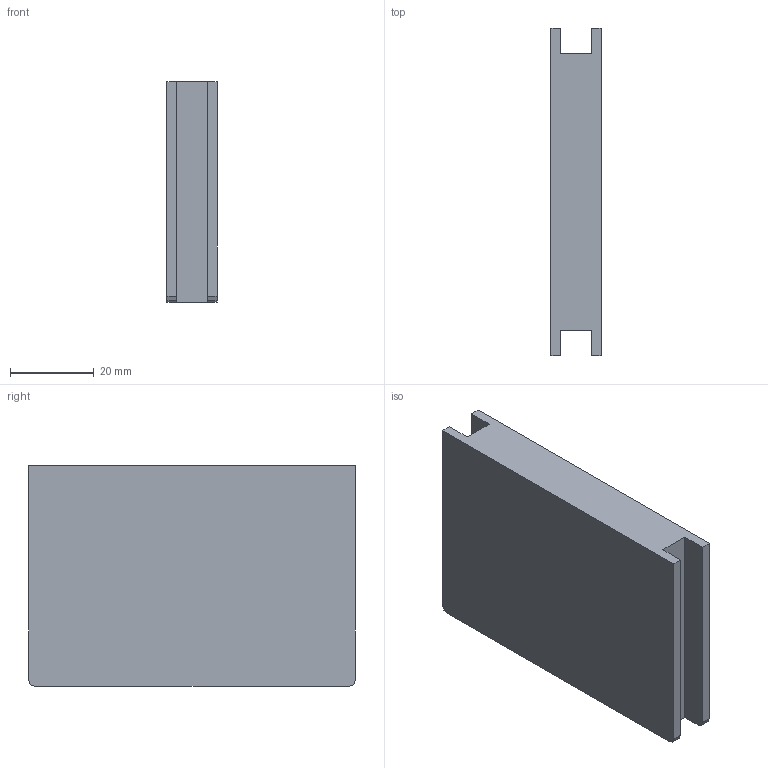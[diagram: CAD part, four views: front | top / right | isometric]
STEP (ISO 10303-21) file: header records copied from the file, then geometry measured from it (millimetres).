
FILE_DESCRIPTION((''),'2;1');
FILE_NAME('3d_GAX42063C.stp','2012-10-03T11:01:25',(''),(''),'Mechanical Desktop 2011','Mechanical Desktop 2011',', , ');
FILE_SCHEMA(('CONFIG_CONTROL_DESIGN'));
Length unit declared in the file: millimetre
Products named in the file (1): Product
Bounding box: 12 x 78 x 52.7 mm (x, y, z)
Volume: 44641.5 mm3; surface area: 12433.5 mm2
Topology: 1 solids, 1 shells, 22 faces, 616 edges, 1144 vertices
Faces by surface type: plane 22
Entity records: 4110 total; most frequent: CARTESIAN_POINT 1227, DIRECTION 670, VECTOR 608, LINE 608, TRIMMED_CURVE 548, ORIENTED_EDGE 120, EDGE_CURVE 60, VERTEX_POINT 40
